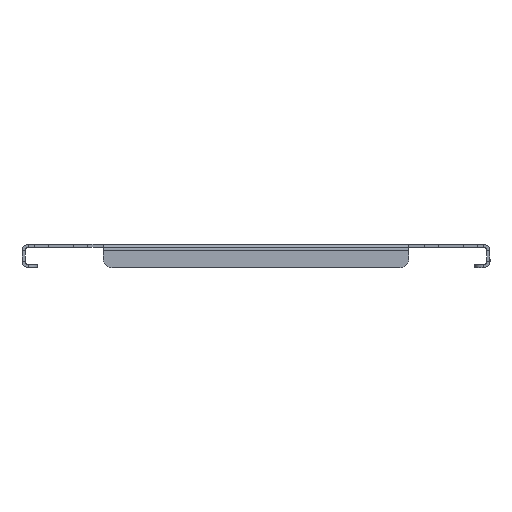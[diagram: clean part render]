
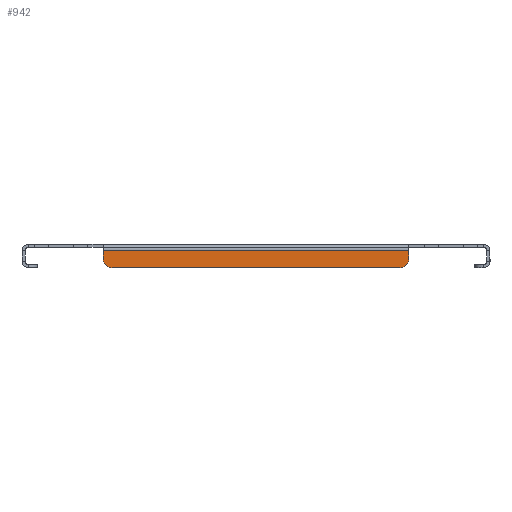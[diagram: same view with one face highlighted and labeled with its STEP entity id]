
A CAD part, left-side view. The second image highlights one B-rep face of the part: STEP entity #942.
In plain terms, the highlighted planar face has unit normal (-1, 0, 0).
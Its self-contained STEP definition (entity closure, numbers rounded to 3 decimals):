
#42 = CARTESIAN_POINT ( 'NONE',  ( -549.5, 98., -9. ) ) ;
#107 = DIRECTION ( 'NONE',  ( 0., -1., 0. ) ) ;
#117 = ORIENTED_EDGE ( 'NONE', *, *, #510, .T. ) ;
#134 = DIRECTION ( 'NONE',  ( 1., 0., 0. ) ) ;
#165 = EDGE_CURVE ( 'NONE', #828, #709, #2511, .T. ) ;
#229 = CARTESIAN_POINT ( 'NONE',  ( -549.5, -150., -15. ) ) ;
#235 = CARTESIAN_POINT ( 'NONE',  ( -549.5, -92., -9. ) ) ;
#254 = AXIS2_PLACEMENT_3D ( 'NONE', #1279, #134, #1977 ) ;
#284 = DIRECTION ( 'NONE',  ( -1., 0., 0. ) ) ;
#359 = PLANE ( 'NONE',  #254 ) ;
#503 = DIRECTION ( 'NONE',  ( 0., 0., 1. ) ) ;
#510 = EDGE_CURVE ( 'NONE', #1212, #1861, #2324, .T. ) ;
#523 = VERTEX_POINT ( 'NONE', #1040 ) ;
#553 = ORIENTED_EDGE ( 'NONE', *, *, #2712, .T. ) ;
#709 = VERTEX_POINT ( 'NONE', #2346 ) ;
#800 = EDGE_CURVE ( 'NONE', #709, #523, #1662, .T. ) ;
#828 = VERTEX_POINT ( 'NONE', #1768 ) ;
#830 = ORIENTED_EDGE ( 'NONE', *, *, #165, .T. ) ;
#833 = CARTESIAN_POINT ( 'NONE',  ( -549.5, 92., -9. ) ) ;
#852 = CARTESIAN_POINT ( 'NONE',  ( -549.5, 98., -4. ) ) ;
#942 = ADVANCED_FACE ( 'NONE', ( #2423 ), #359, .F. ) ;
#1017 = AXIS2_PLACEMENT_3D ( 'NONE', #833, #2659, #1998 ) ;
#1024 = LINE ( 'NONE', #2633, #2176 ) ;
#1040 = CARTESIAN_POINT ( 'NONE',  ( -549.5, -98., -4. ) ) ;
#1131 = ORIENTED_EDGE ( 'NONE', *, *, #2746, .F. ) ;
#1192 = DIRECTION ( 'NONE',  ( 0., 0., -1. ) ) ;
#1200 = VECTOR ( 'NONE', #1523, 1000. ) ;
#1212 = VERTEX_POINT ( 'NONE', #42 ) ;
#1224 = EDGE_LOOP ( 'NONE', ( #1131, #830, #2216, #2394, #553, #117 ) ) ;
#1279 = CARTESIAN_POINT ( 'NONE',  ( -549.5, 0., 0. ) ) ;
#1357 = DIRECTION ( 'NONE',  ( 0., 1., 0. ) ) ;
#1489 = LINE ( 'NONE', #1957, #1200 ) ;
#1523 = DIRECTION ( 'NONE',  ( 0., 0., -1. ) ) ;
#1662 = LINE ( 'NONE', #2174, #1785 ) ;
#1768 = CARTESIAN_POINT ( 'NONE',  ( -549.5, -92., -15. ) ) ;
#1785 = VECTOR ( 'NONE', #503, 1000. ) ;
#1861 = VERTEX_POINT ( 'NONE', #2219 ) ;
#1924 = VECTOR ( 'NONE', #1357, 1000. ) ;
#1957 = CARTESIAN_POINT ( 'NONE',  ( -549.5, 98., -15. ) ) ;
#1977 = DIRECTION ( 'NONE',  ( 0., 0., -1. ) ) ;
#1998 = DIRECTION ( 'NONE',  ( 0., 0., -1. ) ) ;
#2123 = EDGE_CURVE ( 'NONE', #2263, #523, #1024, .T. ) ;
#2170 = AXIS2_PLACEMENT_3D ( 'NONE', #235, #284, #1192 ) ;
#2174 = CARTESIAN_POINT ( 'NONE',  ( -549.5, -98., -15. ) ) ;
#2176 = VECTOR ( 'NONE', #107, 1000. ) ;
#2216 = ORIENTED_EDGE ( 'NONE', *, *, #800, .T. ) ;
#2219 = CARTESIAN_POINT ( 'NONE',  ( -549.5, 92., -15. ) ) ;
#2257 = LINE ( 'NONE', #229, #1924 ) ;
#2263 = VERTEX_POINT ( 'NONE', #852 ) ;
#2324 = CIRCLE ( 'NONE', #1017, 6. ) ;
#2346 = CARTESIAN_POINT ( 'NONE',  ( -549.5, -98., -9. ) ) ;
#2394 = ORIENTED_EDGE ( 'NONE', *, *, #2123, .F. ) ;
#2423 = FACE_OUTER_BOUND ( 'NONE', #1224, .T. ) ;
#2511 = CIRCLE ( 'NONE', #2170, 6. ) ;
#2633 = CARTESIAN_POINT ( 'NONE',  ( -549.5, -150., -4. ) ) ;
#2659 = DIRECTION ( 'NONE',  ( -1., 0., 0. ) ) ;
#2712 = EDGE_CURVE ( 'NONE', #2263, #1212, #1489, .T. ) ;
#2746 = EDGE_CURVE ( 'NONE', #828, #1861, #2257, .T. ) ;
